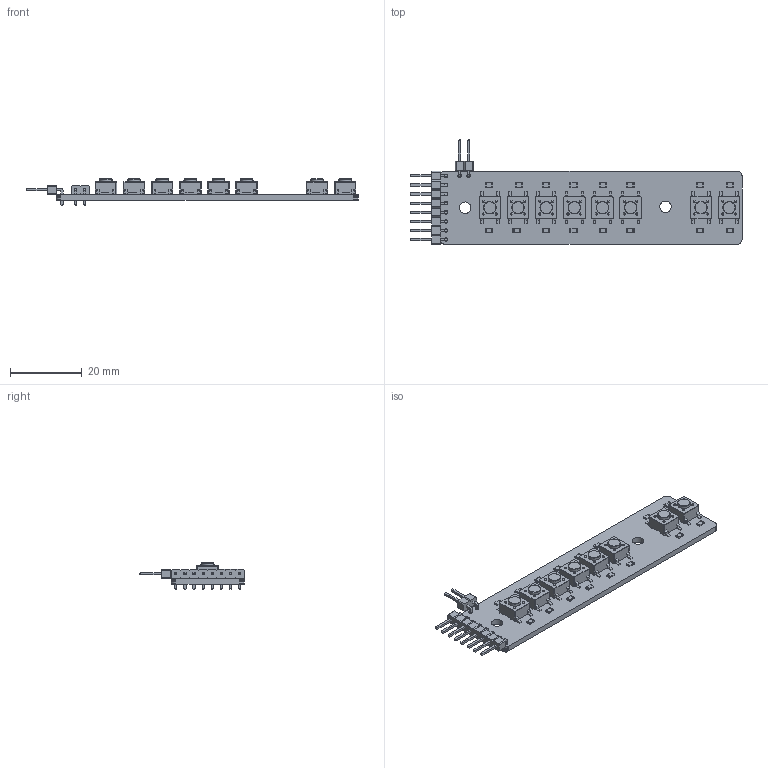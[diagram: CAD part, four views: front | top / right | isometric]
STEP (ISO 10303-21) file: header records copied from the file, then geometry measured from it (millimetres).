
FILE_DESCRIPTION(('KiCad electronic assembly'),'2;1');
FILE_NAME('ButtonsPCB.step','2023-12-28T21:41:29',('Pcbnew'),('Kicad'), 'Open CASCADE STEP processor 7.7','KiCad to STEP converter','Unknown' );
FILE_SCHEMA(('AUTOMOTIVE_DESIGN { 1 0 10303 214 1 1 1 1 }'));
Length unit declared in the file: millimetre
Products named in the file (10): ButtonsPCB 1; R_0805_2012Metric; SOLID; SW_SPST_PTS645; PinHeader_1x02_P2.54mm_Horizontal; PinHeader_1x08_P2.54mm_Horizontal; _autosave-ButtonsPCB PCB
Assembly tree (31 placements, depth 3):
  ButtonsPCB 1
    R_0805_2012Metric  x16
      SOLID
    SW_SPST_PTS645  x8
      SOLID
    PinHeader_1x02_P2.54mm_Horizontal
      SOLID
    PinHeader_1x08_P2.54mm_Horizontal
      SOLID
    _autosave-ButtonsPCB PCB
Bounding box: 92.59 x 29.09 x 7.3 mm (x, y, z)
Volume: 3952.3 mm3; surface area: 5955.7 mm2
Topology: 27 solids, 27 shells, 1524 faces, 3886 edges, 2508 vertices
Faces by surface type: plane 1102, cylinder 382, revolution 32, cone 8
Full cylindrical faces by diameter (mm): 0.6 x32, 1 x10, 3.2 x2, 3.5 x8
Entity records: 31781 total; most frequent: CARTESIAN_POINT 5087, DIRECTION 4482, LINE 3220, VECTOR 3220, ORIENTED_EDGE 2302, PCURVE 2302, DEFINITIONAL_REPRESENTATION 2302, EDGE_CURVE 1151
